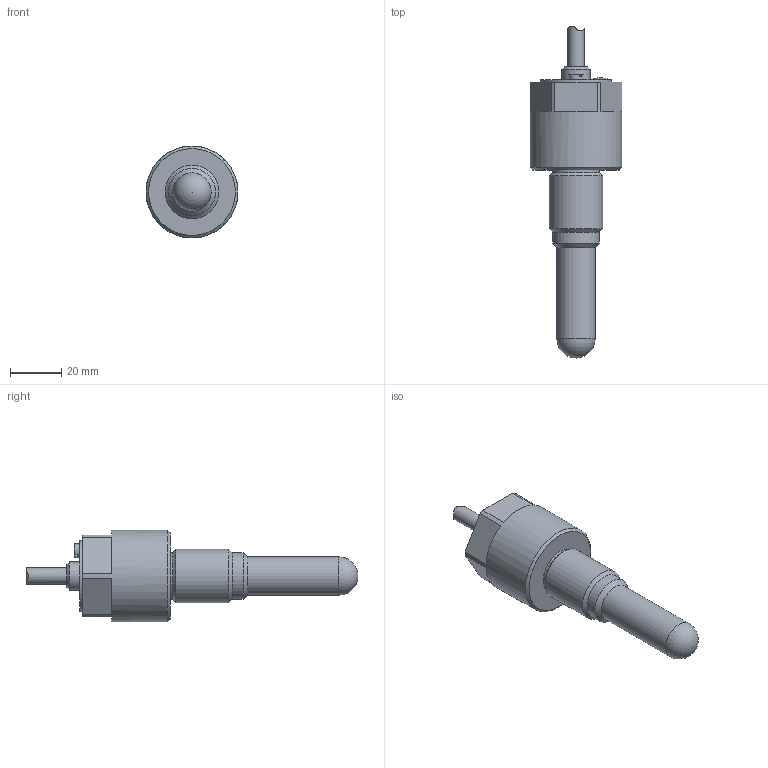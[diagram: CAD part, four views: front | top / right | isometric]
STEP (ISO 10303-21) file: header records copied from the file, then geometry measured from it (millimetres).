
FILE_DESCRIPTION(/* description */ (''),/* implementation_level */ '2;1');
FILE_NAME(/* name */ 'KA1685_Shrinkwrap_1.stp',/* time_stamp */ '2021-10-05T13:09:52+02:00',/* author */ ('Krieger Anja'),/* organization */ (''),/* preprocessor_version */ 'ST-DEVELOPER v18.1',/* originating_system */ 'Autodesk Inventor 2021',/* authorisation */ '');
FILE_SCHEMA (('AUTOMOTIVE_DESIGN { 1 0 10303 214 3 1 1 }'));
Length unit declared in the file: millimetre
Products named in the file (1): KA1685_Shrinkwrap_1
Bounding box: 36 x 129.98 x 36 mm (x, y, z)
Volume: 26672.6 mm3; surface area: 18092.5 mm2
Topology: 2 solids, 2 shells, 70 faces, 159 edges, 105 vertices
Faces by surface type: plane 31, cylinder 25, cone 8, torus 3, sphere 2, bspline 1
Full cylindrical faces by diameter (mm): 3 x2, 5.1 x1, 5.5 x1, 5.85 x2, 6 x1, 6.4 x2, 7.2 x1, 11 x1, 12.2 x1, 15 x1, 15.3 x1, 18.4 x2, 20.96 x1, 26 x2, 26.2 x2, 27.8 x1, 36 x1
Entity records: 2210 total; most frequent: CARTESIAN_POINT 418, DIRECTION 380, ORIENTED_EDGE 312, AXIS2_PLACEMENT_3D 158, EDGE_CURVE 156, VERTEX_POINT 105, CIRCLE 88, EDGE_LOOP 85
